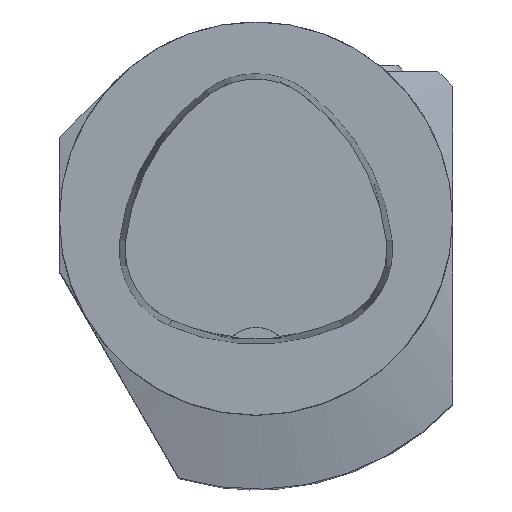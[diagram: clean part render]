
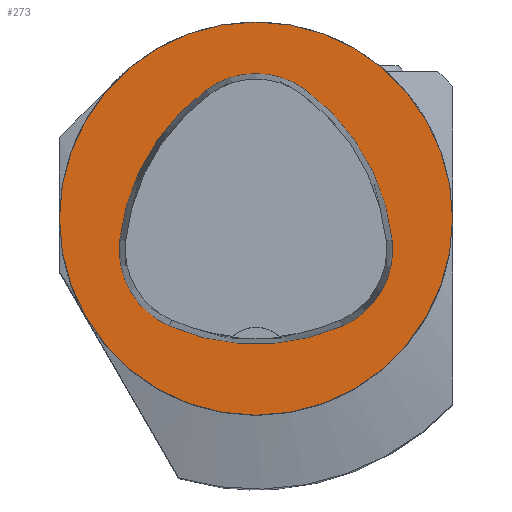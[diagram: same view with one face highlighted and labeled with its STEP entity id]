
A CAD part, top view. The second image highlights one B-rep face of the part: STEP entity #273.
In plain terms, the highlighted planar face has unit normal (0, 0, 1).
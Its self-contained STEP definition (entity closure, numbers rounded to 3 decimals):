
#40=PLANE('',#1587);
#273=ADVANCED_FACE('',(#443,#444),#40,.T.);
#380=CIRCLE('',#1558,40.);
#381=CIRCLE('',#1564,44.);
#383=CIRCLE('',#1567,17.);
#385=CIRCLE('',#1570,44.);
#387=CIRCLE('',#1573,17.);
#391=CIRCLE('',#1578,44.);
#393=CIRCLE('',#1581,17.);
#443=FACE_BOUND('',#497,.T.);
#444=FACE_BOUND('',#498,.T.);
#497=EDGE_LOOP('',(#679,#680,#681,#682,#683,#684));
#498=EDGE_LOOP('',(#685));
#679=ORIENTED_EDGE('',*,*,#1194,.T.);
#680=ORIENTED_EDGE('',*,*,#1174,.T.);
#681=ORIENTED_EDGE('',*,*,#1178,.T.);
#682=ORIENTED_EDGE('',*,*,#1181,.T.);
#683=ORIENTED_EDGE('',*,*,#1184,.T.);
#684=ORIENTED_EDGE('',*,*,#1192,.T.);
#685=ORIENTED_EDGE('',*,*,#1165,.F.);
#1036=VERTEX_POINT('',#2195);
#1045=VERTEX_POINT('',#2214);
#1046=VERTEX_POINT('',#2215);
#1049=VERTEX_POINT('',#2223);
#1051=VERTEX_POINT('',#2229);
#1053=VERTEX_POINT('',#2235);
#1060=VERTEX_POINT('',#2256);
#1165=EDGE_CURVE('',#1036,#1036,#380,.T.);
#1174=EDGE_CURVE('',#1045,#1046,#381,.T.);
#1178=EDGE_CURVE('',#1046,#1049,#383,.T.);
#1181=EDGE_CURVE('',#1049,#1051,#385,.T.);
#1184=EDGE_CURVE('',#1051,#1053,#387,.T.);
#1192=EDGE_CURVE('',#1053,#1060,#391,.T.);
#1194=EDGE_CURVE('',#1060,#1045,#393,.T.);
#1558=AXIS2_PLACEMENT_3D('',#2194,#1754,#1755);
#1564=AXIS2_PLACEMENT_3D('',#2213,#1770,#1771);
#1567=AXIS2_PLACEMENT_3D('',#2222,#1778,#1779);
#1570=AXIS2_PLACEMENT_3D('',#2228,#1785,#1786);
#1573=AXIS2_PLACEMENT_3D('',#2234,#1792,#1793);
#1578=AXIS2_PLACEMENT_3D('',#2257,#1804,#1805);
#1581=AXIS2_PLACEMENT_3D('',#2260,#1810,#1811);
#1587=AXIS2_PLACEMENT_3D('',#2267,#1823,#1824);
#1754=DIRECTION('',(0.,0.,-1.));
#1755=DIRECTION('',(-1.,0.,0.));
#1770=DIRECTION('',(0.,0.,-1.));
#1771=DIRECTION('',(-1.,0.,0.));
#1778=DIRECTION('',(0.,0.,-1.));
#1779=DIRECTION('',(-1.,0.,0.));
#1785=DIRECTION('',(0.,0.,-1.));
#1786=DIRECTION('',(-1.,0.,0.));
#1792=DIRECTION('',(0.,0.,-1.));
#1793=DIRECTION('',(-1.,0.,0.));
#1804=DIRECTION('',(0.,0.,-1.));
#1805=DIRECTION('',(-1.,0.,0.));
#1810=DIRECTION('',(0.,0.,-1.));
#1811=DIRECTION('',(-1.,0.,0.));
#1823=DIRECTION('',(0.,0.,1.));
#1824=DIRECTION('',(-1.,0.,0.));
#2194=CARTESIAN_POINT('',(0.,0.,0.));
#2195=CARTESIAN_POINT('',(-40.,0.,0.));
#2213=CARTESIAN_POINT('',(16.01,-9.224,0.));
#2214=CARTESIAN_POINT('',(-27.722,-4.378,0.));
#2215=CARTESIAN_POINT('',(-10.119,26.178,0.));
#2222=CARTESIAN_POINT('',(-0.023,12.5,0.));
#2223=CARTESIAN_POINT('',(10.049,26.194,0.));
#2228=CARTESIAN_POINT('',(-16.021,-9.25,0.));
#2229=CARTESIAN_POINT('',(27.71,-4.394,0.));
#2234=CARTESIAN_POINT('',(10.814,-6.27,0.));
#2235=CARTESIAN_POINT('',(17.611,-21.852,0.));
#2256=CARTESIAN_POINT('',(-17.652,-21.819,0.));
#2257=CARTESIAN_POINT('',(0.017,18.477,0.));
#2260=CARTESIAN_POINT('',(-10.825,-6.25,0.));
#2267=CARTESIAN_POINT('',(0.,0.,0.));
